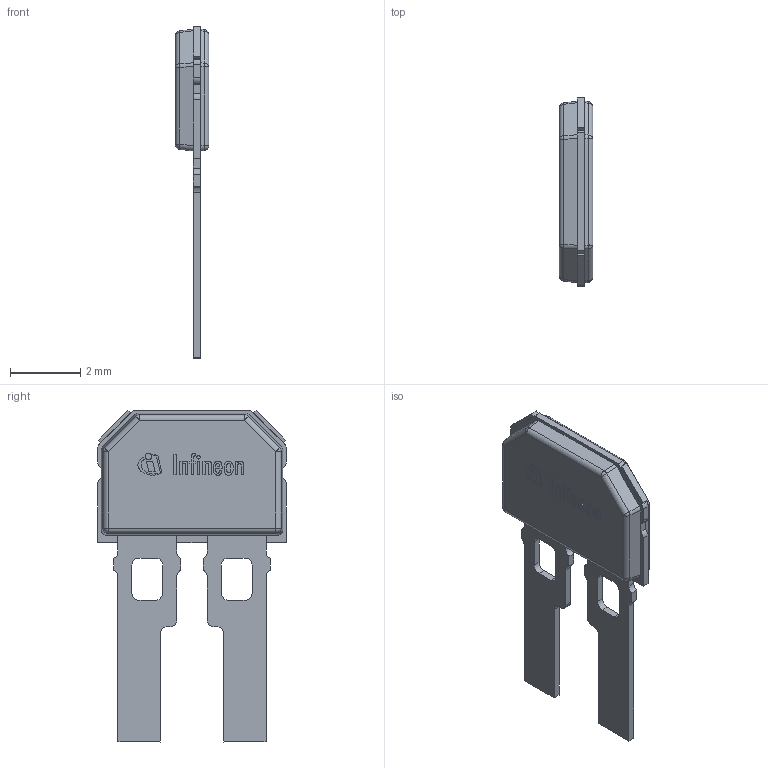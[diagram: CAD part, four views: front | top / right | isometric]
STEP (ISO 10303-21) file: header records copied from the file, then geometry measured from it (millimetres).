
FILE_DESCRIPTION(/* description */ (''),/* implementation_level */ '2;1');
FILE_NAME(/* name */ 'PG-SSO-2-56_Z8B00257337_V01_3D.stp',/* time_stamp */ '2025-09-01T22:51:31+05:30',/* author */ ('sivamani'),/* organization */ (''),/* preprocessor_version */ 'ST-DEVELOPER v19.2',/* originating_system */ 'AutoCAD Mechanical',/* authorisation */ '');
FILE_SCHEMA (('AUTOMOTIVE_DESIGN { 1 0 10303 214 3 1 1 }'));
Length unit declared in the file: millimetre
Products named in the file (1): Product
Bounding box: 0.96 x 5.34 x 9.42 mm (x, y, z)
Volume: 19 mm3; surface area: 156.2 mm2
Topology: 19 solids, 19 shells, 248 faces, 594 edges, 384 vertices
Faces by surface type: plane 166, cylinder 52, bspline 18, sphere 12
Full cylindrical faces by diameter (mm): 0.093 x1, 0.189 x1
Entity records: 7520 total; most frequent: CARTESIAN_POINT 2057, ORIENTED_EDGE 1188, DIRECTION 1034, EDGE_CURVE 594, VERTEX_POINT 384, LINE 364, VECTOR 364, AXIS2_PLACEMENT_3D 335
